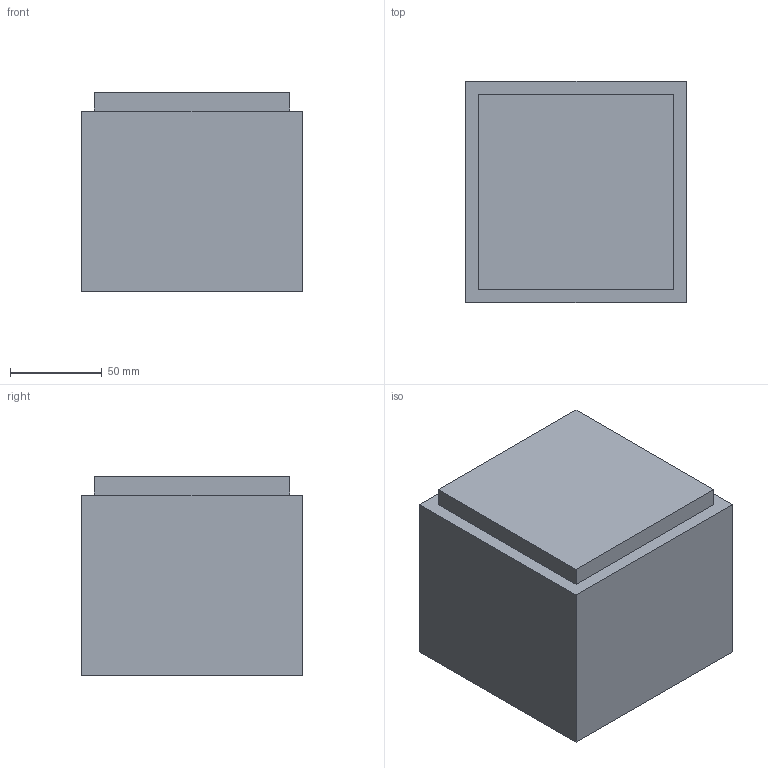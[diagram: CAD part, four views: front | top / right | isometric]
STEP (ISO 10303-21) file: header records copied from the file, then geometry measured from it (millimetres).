
FILE_DESCRIPTION (( 'STEP AP203' ), '1' );
FILE_NAME ('TCL繚蚕ん.STEP', '2023-06-26T02:42:43', ( 'PS' ), ( '' ), 'SwSTEP 2.0', 'SolidWorks 2018', '' );
FILE_SCHEMA (( 'CONFIG_CONTROL_DESIGN' ));
Length unit declared in the file: millimetre
Products named in the file (1): TCL繚蚕ん
Bounding box: 120 x 120 x 108 mm (x, y, z)
Volume: 1519390 mm3; surface area: 81843.2 mm2
Topology: 1 solids, 1 shells, 47 faces, 120 edges, 80 vertices
Faces by surface type: plane 47
Entity records: 1471 total; most frequent: CARTESIAN_POINT 248, ORIENTED_EDGE 240, DIRECTION 216, VECTOR 120, LINE 120, EDGE_CURVE 120, VERTEX_POINT 80, EDGE_LOOP 52
